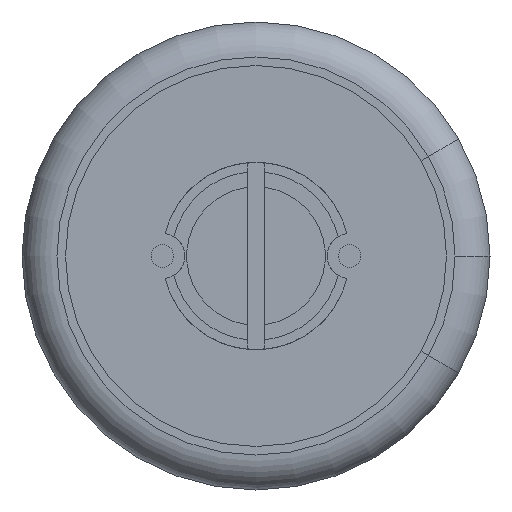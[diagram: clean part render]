
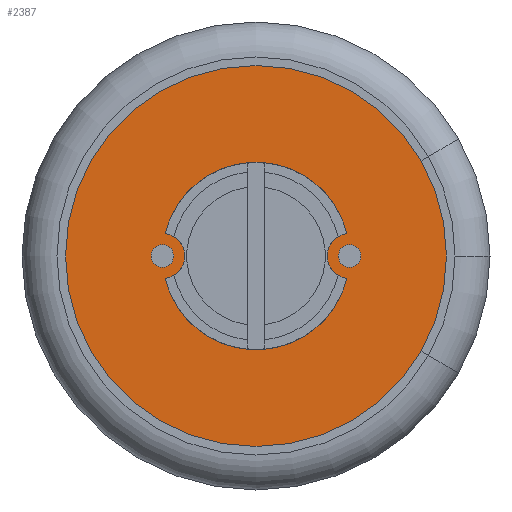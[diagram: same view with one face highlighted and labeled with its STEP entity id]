
A CAD part, front view. The second image highlights one B-rep face of the part: STEP entity #2387.
In plain terms, the highlighted planar face has unit normal (0, -1, 0).
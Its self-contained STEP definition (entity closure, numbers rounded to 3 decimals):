
#22 = VERTEX_POINT ( 'NONE', #88 ) ;
#45 = DIRECTION ( 'NONE',  ( 0., -1., 0. ) ) ;
#62 = DIRECTION ( 'NONE',  ( 0., 1., 0. ) ) ;
#63 = DIRECTION ( 'NONE',  ( 0., 1., 0. ) ) ;
#88 = CARTESIAN_POINT ( 'NONE',  ( -2.428, 0.95, 0.596 ) ) ;
#108 = DIRECTION ( 'NONE',  ( 1., 0., 0. ) ) ;
#122 = CIRCLE ( 'NONE', #2602, 2.5 ) ;
#140 = AXIS2_PLACEMENT_3D ( 'NONE', #572, #2147, #108 ) ;
#204 = ORIENTED_EDGE ( 'NONE', *, *, #2713, .T. ) ;
#227 = CARTESIAN_POINT ( 'NONE',  ( 0., 0.95, 0. ) ) ;
#267 = DIRECTION ( 'NONE',  ( -1., 0., 0. ) ) ;
#301 = EDGE_CURVE ( 'NONE', #22, #2466, #1806, .T. ) ;
#345 = CARTESIAN_POINT ( 'NONE',  ( 2.5, 0.95, 0. ) ) ;
#346 = VERTEX_POINT ( 'NONE', #1434 ) ;
#462 = ORIENTED_EDGE ( 'NONE', *, *, #2350, .F. ) ;
#502 = FACE_OUTER_BOUND ( 'NONE', #1120, .T. ) ;
#505 = DIRECTION ( 'NONE',  ( -1., 0., 0. ) ) ;
#564 = CARTESIAN_POINT ( 'NONE',  ( 4.406, 0.95, 2.544 ) ) ;
#572 = CARTESIAN_POINT ( 'NONE',  ( 0., 0.95, 0. ) ) ;
#573 = ORIENTED_EDGE ( 'NONE', *, *, #2517, .T. ) ;
#681 = ORIENTED_EDGE ( 'NONE', *, *, #301, .F. ) ;
#685 = DIRECTION ( 'NONE',  ( 0., -1., 0. ) ) ;
#696 = DIRECTION ( 'NONE',  ( 1., 0., 0. ) ) ;
#749 = VERTEX_POINT ( 'NONE', #1999 ) ;
#761 = CARTESIAN_POINT ( 'NONE',  ( -2.5, 0.95, 0. ) ) ;
#769 = CARTESIAN_POINT ( 'NONE',  ( 0., 0.95, 0. ) ) ;
#851 = DIRECTION ( 'NONE',  ( -1., 0., 0. ) ) ;
#885 = FACE_BOUND ( 'NONE', #1040, .T. ) ;
#909 = EDGE_CURVE ( 'NONE', #1374, #749, #1579, .T. ) ;
#975 = CARTESIAN_POINT ( 'NONE',  ( 0., 0.95, 0. ) ) ;
#1008 = AXIS2_PLACEMENT_3D ( 'NONE', #345, #1046, #851 ) ;
#1040 = EDGE_LOOP ( 'NONE', ( #681, #462, #1098, #2621, #1636 ) ) ;
#1046 = DIRECTION ( 'NONE',  ( 0., -1., 0. ) ) ;
#1076 = EDGE_CURVE ( 'NONE', #1374, #2472, #2539, .T. ) ;
#1098 = ORIENTED_EDGE ( 'NONE', *, *, #909, .F. ) ;
#1120 = EDGE_LOOP ( 'NONE', ( #573, #204, #1784 ) ) ;
#1167 = VERTEX_POINT ( 'NONE', #1786 ) ;
#1188 = CARTESIAN_POINT ( 'NONE',  ( 0., 0.95, 0. ) ) ;
#1190 = DIRECTION ( 'NONE',  ( -1., 0., 0. ) ) ;
#1374 = VERTEX_POINT ( 'NONE', #1891 ) ;
#1397 = CARTESIAN_POINT ( 'NONE',  ( 0., 0.95, 0. ) ) ;
#1404 = CARTESIAN_POINT ( 'NONE',  ( 0., 0.95, 0. ) ) ;
#1414 = AXIS2_PLACEMENT_3D ( 'NONE', #769, #62, #1190 ) ;
#1434 = CARTESIAN_POINT ( 'NONE',  ( 4.406, 0.95, -2.544 ) ) ;
#1579 = CIRCLE ( 'NONE', #1674, 2.5 ) ;
#1636 = ORIENTED_EDGE ( 'NONE', *, *, #1852, .F. ) ;
#1650 = DIRECTION ( 'NONE',  ( 0., -1., 0. ) ) ;
#1671 = DIRECTION ( 'NONE',  ( -1., 0., 0. ) ) ;
#1674 = AXIS2_PLACEMENT_3D ( 'NONE', #975, #1650, #2514 ) ;
#1706 = CIRCLE ( 'NONE', #140, 5.087 ) ;
#1718 = CIRCLE ( 'NONE', #2662, 5.087 ) ;
#1784 = ORIENTED_EDGE ( 'NONE', *, *, #1942, .T. ) ;
#1786 = CARTESIAN_POINT ( 'NONE',  ( 5.087, 0.95, 0. ) ) ;
#1806 = CIRCLE ( 'NONE', #2776, 0.6 ) ;
#1852 = EDGE_CURVE ( 'NONE', #2466, #2472, #2467, .T. ) ;
#1891 = CARTESIAN_POINT ( 'NONE',  ( 2.428, 0.95, 0.596 ) ) ;
#1927 = CARTESIAN_POINT ( 'NONE',  ( 2.428, 0.95, -0.596 ) ) ;
#1942 = EDGE_CURVE ( 'NONE', #1167, #2526, #1718, .T. ) ;
#1999 = CARTESIAN_POINT ( 'NONE',  ( 0., 0.95, 2.5 ) ) ;
#2068 = DIRECTION ( 'NONE',  ( 0., -1., 0. ) ) ;
#2147 = DIRECTION ( 'NONE',  ( 0., -1., 0. ) ) ;
#2304 = DIRECTION ( 'NONE',  ( 0., -1., 0. ) ) ;
#2350 = EDGE_CURVE ( 'NONE', #749, #22, #122, .T. ) ;
#2387 = ADVANCED_FACE ( 'NONE', ( #885, #502 ), #2762, .F. ) ;
#2466 = VERTEX_POINT ( 'NONE', #2572 ) ;
#2467 = CIRCLE ( 'NONE', #2861, 2.5 ) ;
#2472 = VERTEX_POINT ( 'NONE', #1927 ) ;
#2496 = DIRECTION ( 'NONE',  ( 1., 0., 0. ) ) ;
#2514 = DIRECTION ( 'NONE',  ( -1., 0., 0. ) ) ;
#2517 = EDGE_CURVE ( 'NONE', #2526, #346, #1706, .T. ) ;
#2526 = VERTEX_POINT ( 'NONE', #564 ) ;
#2539 = CIRCLE ( 'NONE', #1008, 0.6 ) ;
#2567 = AXIS2_PLACEMENT_3D ( 'NONE', #227, #685, #696 ) ;
#2572 = CARTESIAN_POINT ( 'NONE',  ( -2.428, 0.95, -0.596 ) ) ;
#2602 = AXIS2_PLACEMENT_3D ( 'NONE', #1404, #45, #267 ) ;
#2621 = ORIENTED_EDGE ( 'NONE', *, *, #1076, .T. ) ;
#2627 = CIRCLE ( 'NONE', #2567, 5.087 ) ;
#2662 = AXIS2_PLACEMENT_3D ( 'NONE', #1397, #2304, #2496 ) ;
#2713 = EDGE_CURVE ( 'NONE', #346, #1167, #2627, .T. ) ;
#2762 = PLANE ( 'NONE',  #1414 ) ;
#2776 = AXIS2_PLACEMENT_3D ( 'NONE', #761, #63, #1671 ) ;
#2861 = AXIS2_PLACEMENT_3D ( 'NONE', #1188, #2068, #505 ) ;
